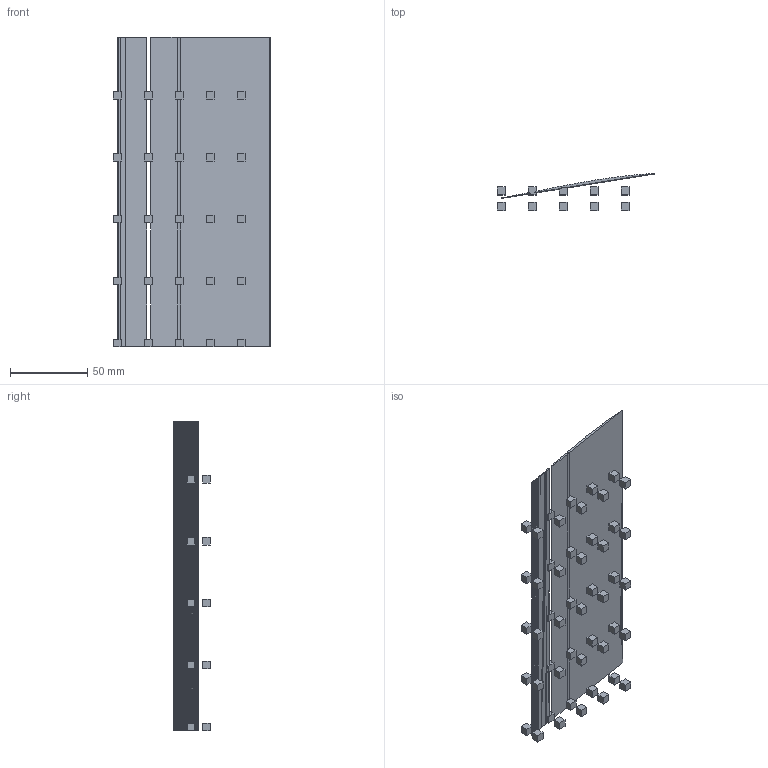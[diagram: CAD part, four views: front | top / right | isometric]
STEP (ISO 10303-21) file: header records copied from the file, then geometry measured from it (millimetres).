
FILE_DESCRIPTION(('Open CASCADE Model'),'2;1');
FILE_NAME('Open CASCADE Shape Model','2024-05-29T17:44:45',('Author'),( 'Open CASCADE'),'Open CASCADE STEP processor 7.7','Open CASCADE 7.7' ,'Unknown');
FILE_SCHEMA(('AUTOMOTIVE_DESIGN { 1 0 10303 214 1 1 1 1 }'));
Length unit declared in the file: millimetre
Products named in the file (42): Open CASCADE STEP translator 7.7 57; Open CASCADE STEP translator 7.7 57.1; Open CASCADE STEP translator 7.7 57.2; Open CASCADE STEP translator 7.7 57.3; Open CASCADE STEP translator 7.7 57.4; Open CASCADE STEP translator 7.7 57.5; Open CASCADE STEP translator 7.7 57.6; Open CASCADE STEP translator 7.7 57.7; Open CASCADE STEP translator 7.7 57.8; Open CASCADE STEP translator 7.7 57.9; Open CASCADE STEP translator 7.7 57.10; Open CASCADE STEP translator 7.7 57.11; Open CASCADE STEP translator 7.7 57.12; Open CASCADE STEP translator 7.7 57.13; Open CASCADE STEP translator 7.7 57.14; Open CASCADE STEP translator 7.7 57.15; Open CASCADE STEP translator 7.7 57.16; Open CASCADE STEP translator 7.7 57.17; Open CASCADE STEP translator 7.7 57.18; Open CASCADE STEP translator 7.7 57.19; Open CASCADE STEP translator 7.7 57.20; Open CASCADE STEP translator 7.7 57.21; Open CASCADE STEP translator 7.7 57.22; Open CASCADE STEP translator 7.7 57.23; Open CASCADE STEP translator 7.7 57.24; Open CASCADE STEP translator 7.7 57.25; Open CASCADE STEP translator 7.7 57.26; Open CASCADE STEP translator 7.7 57.27; Open CASCADE STEP translator 7.7 57.28; Open CASCADE STEP translator 7.7 57.29; Open CASCADE STEP translator 7.7 57.30; Open CASCADE STEP translator 7.7 57.31; Open CASCADE STEP translator 7.7 57.32; Open CASCADE STEP translator 7.7 57.33; Open CASCADE STEP translator 7.7 57.34; Open CASCADE STEP translator 7.7 57.35; Open CASCADE STEP translator 7.7 57.36; Open CASCADE STEP translator 7.7 57.37; Open CASCADE STEP translator 7.7 57.38; Open CASCADE STEP translator 7.7 57.39 ...
Assembly tree (41 placements, depth 2):
  Open CASCADE STEP translator 7.7 57
    Open CASCADE STEP translator 7.7 57.1
    Open CASCADE STEP translator 7.7 57.2
    Open CASCADE STEP translator 7.7 57.3
    Open CASCADE STEP translator 7.7 57.4
    Open CASCADE STEP translator 7.7 57.5
    Open CASCADE STEP translator 7.7 57.6
    Open CASCADE STEP translator 7.7 57.7
    Open CASCADE STEP translator 7.7 57.8
    Open CASCADE STEP translator 7.7 57.9
    Open CASCADE STEP translator 7.7 57.10
    Open CASCADE STEP translator 7.7 57.11
    Open CASCADE STEP translator 7.7 57.12
    Open CASCADE STEP translator 7.7 57.13
    Open CASCADE STEP translator 7.7 57.14
    Open CASCADE STEP translator 7.7 57.15
    Open CASCADE STEP translator 7.7 57.16
    Open CASCADE STEP translator 7.7 57.17
    Open CASCADE STEP translator 7.7 57.18
    Open CASCADE STEP translator 7.7 57.19
    Open CASCADE STEP translator 7.7 57.20
    Open CASCADE STEP translator 7.7 57.21
    Open CASCADE STEP translator 7.7 57.22
    Open CASCADE STEP translator 7.7 57.23
    Open CASCADE STEP translator 7.7 57.24
    Open CASCADE STEP translator 7.7 57.25
    Open CASCADE STEP translator 7.7 57.26
    Open CASCADE STEP translator 7.7 57.27
    Open CASCADE STEP translator 7.7 57.28
    Open CASCADE STEP translator 7.7 57.29
    Open CASCADE STEP translator 7.7 57.30
    Open CASCADE STEP translator 7.7 57.31
    Open CASCADE STEP translator 7.7 57.32
    Open CASCADE STEP translator 7.7 57.33
    Open CASCADE STEP translator 7.7 57.34
    Open CASCADE STEP translator 7.7 57.35
    Open CASCADE STEP translator 7.7 57.36
    Open CASCADE STEP translator 7.7 57.37
    Open CASCADE STEP translator 7.7 57.38
    Open CASCADE STEP translator 7.7 57.39
    Open CASCADE STEP translator 7.7 57.40
    Open CASCADE STEP translator 7.7 57.41
Bounding box: 101.5 x 23.58 x 200 mm (x, y, z)
Volume: 28017 mm3; surface area: 46430.7 mm2
Topology: 41 solids, 41 shells, 429 faces, 1065 edges, 710 vertices
Faces by surface type: plane 414, cylinder 15
Entity records: 27108 total; most frequent: CARTESIAN_POINT 4556, DIRECTION 4137, LINE 3135, VECTOR 3135, ORIENTED_EDGE 2130, PCURVE 2130, DEFINITIONAL_REPRESENTATION 2130, EDGE_CURVE 1065
